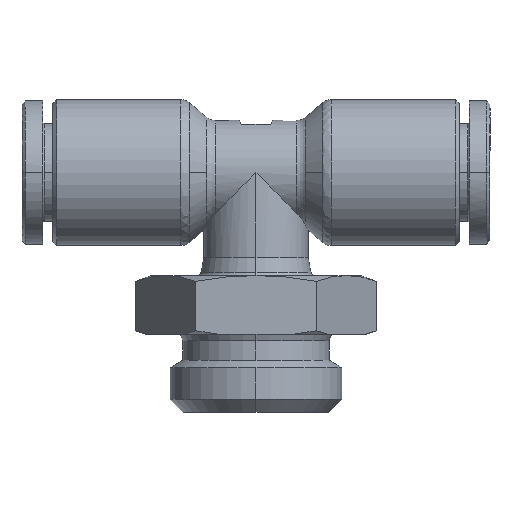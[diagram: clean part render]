
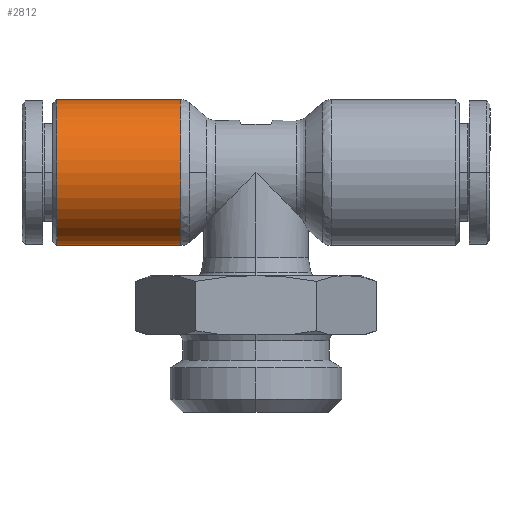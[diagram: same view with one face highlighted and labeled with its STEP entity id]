
A CAD part, front view. The second image highlights one B-rep face of the part: STEP entity #2812.
In plain terms, the highlighted cylindrical face has radius 5.6 mm (diameter 11.2 mm), a partial arc.
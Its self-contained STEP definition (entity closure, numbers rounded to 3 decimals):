
#59 = ORIENTED_EDGE ( 'NONE', *, *, #5839, .T. ) ;
#992 = EDGE_CURVE ( 'NONE', #17709, #3029, #6943, .T. ) ;
#1568 = AXIS2_PLACEMENT_3D ( 'NONE', #1853, #13807, #3356 ) ;
#1853 = CARTESIAN_POINT ( 'NONE',  ( -14.018, 0., -0.216 ) ) ;
#2056 = DIRECTION ( 'NONE',  ( 1., 0., 0. ) ) ;
#2447 = AXIS2_PLACEMENT_3D ( 'NONE', #10590, #18142, #7769 ) ;
#2706 = DIRECTION ( 'NONE',  ( -1., 0., 0. ) ) ;
#2715 = EDGE_LOOP ( 'NONE', ( #13301, #17492, #59, #11386 ) ) ;
#2812 = ADVANCED_FACE ( 'NONE', ( #10428 ), #3455, .T. ) ;
#3029 = VERTEX_POINT ( 'NONE', #6921 ) ;
#3062 = DIRECTION ( 'NONE',  ( 1., 0., 0. ) ) ;
#3356 = DIRECTION ( 'NONE',  ( 0., 0., -1. ) ) ;
#3455 = CYLINDRICAL_SURFACE ( 'NONE', #2447, 5.6 ) ;
#3474 = VECTOR ( 'NONE', #3062, 1000. ) ;
#5232 = AXIS2_PLACEMENT_3D ( 'NONE', #11604, #2706, #14560 ) ;
#5487 = CIRCLE ( 'NONE', #1568, 5.6 ) ;
#5839 = EDGE_CURVE ( 'NONE', #13580, #14183, #14786, .T. ) ;
#6921 = CARTESIAN_POINT ( 'NONE',  ( -4.483, 0., 5.384 ) ) ;
#6943 = LINE ( 'NONE', #7341, #3474 ) ;
#7341 = CARTESIAN_POINT ( 'NONE',  ( -8.418, 0., 5.384 ) ) ;
#7597 = CARTESIAN_POINT ( 'NONE',  ( -14.018, 0., 5.384 ) ) ;
#7769 = DIRECTION ( 'NONE',  ( 0., 0., -1. ) ) ;
#7959 = CARTESIAN_POINT ( 'NONE',  ( -8.418, 0., -5.816 ) ) ;
#7999 = EDGE_CURVE ( 'NONE', #14183, #3029, #14006, .T. ) ;
#10208 = EDGE_CURVE ( 'NONE', #17709, #13580, #5487, .T. ) ;
#10428 = FACE_OUTER_BOUND ( 'NONE', #2715, .T. ) ;
#10590 = CARTESIAN_POINT ( 'NONE',  ( -8.418, 0., -0.216 ) ) ;
#11386 = ORIENTED_EDGE ( 'NONE', *, *, #7999, .T. ) ;
#11604 = CARTESIAN_POINT ( 'NONE',  ( -4.483, 0., -0.216 ) ) ;
#11834 = CARTESIAN_POINT ( 'NONE',  ( -14.018, 0., -5.816 ) ) ;
#13301 = ORIENTED_EDGE ( 'NONE', *, *, #992, .F. ) ;
#13580 = VERTEX_POINT ( 'NONE', #11834 ) ;
#13807 = DIRECTION ( 'NONE',  ( 1., 0., 0. ) ) ;
#14006 = CIRCLE ( 'NONE', #5232, 5.6 ) ;
#14183 = VERTEX_POINT ( 'NONE', #16160 ) ;
#14324 = VECTOR ( 'NONE', #2056, 1000. ) ;
#14560 = DIRECTION ( 'NONE',  ( 0., 0., -1. ) ) ;
#14786 = LINE ( 'NONE', #7959, #14324 ) ;
#16160 = CARTESIAN_POINT ( 'NONE',  ( -4.483, 0., -5.816 ) ) ;
#17492 = ORIENTED_EDGE ( 'NONE', *, *, #10208, .T. ) ;
#17709 = VERTEX_POINT ( 'NONE', #7597 ) ;
#18142 = DIRECTION ( 'NONE',  ( 1., 0., 0. ) ) ;
